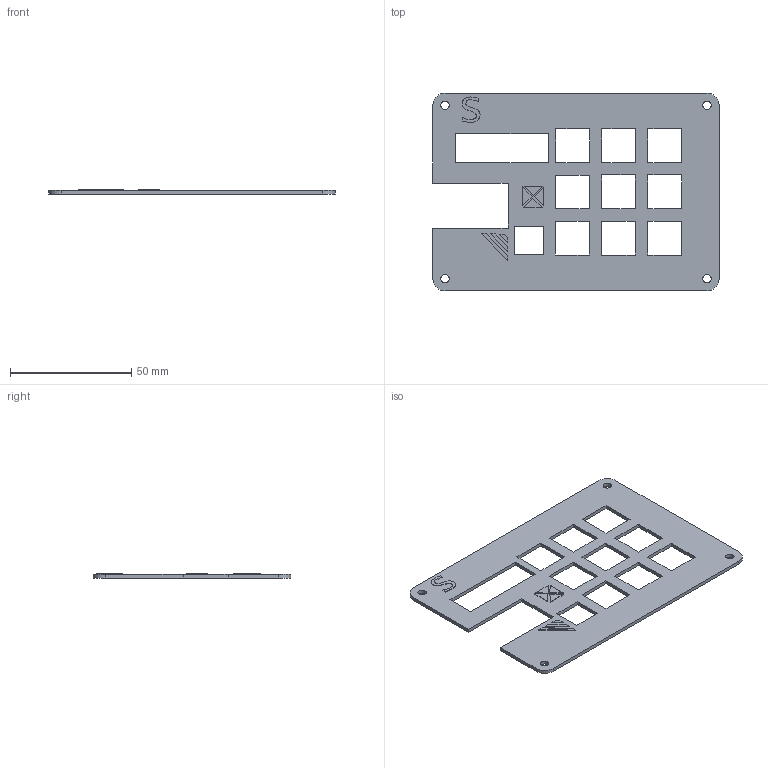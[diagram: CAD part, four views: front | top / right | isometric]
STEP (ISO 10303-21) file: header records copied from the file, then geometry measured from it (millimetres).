
FILE_DESCRIPTION(/* description */ (''),/* implementation_level */ '2;1');
FILE_NAME(/* name */ 'top part.step',/* time_stamp */ '2025-12-28T19:28:17+05:30',/* author */ (''),/* organization */ (''),/* preprocessor_version */ 'ST-DEVELOPER v20.1',/* originating_system */ 'Autodesk Translation Framework v14.21.0.0',/* authorisation */ '');
FILE_SCHEMA (('AUTOMOTIVE_DESIGN { 1 0 10303 214 3 1 1 }'));
Length unit declared in the file: millimetre
Products named in the file (2): 2025-12-26-18-16-29-208; 2025-12-26-18-16-42-986
Assembly tree (1 placements, depth 2):
  2025-12-26-18-16-29-208
    2025-12-26-18-16-42-986
Bounding box: 118.17 x 81.6 x 1.7 mm (x, y, z)
Volume: 9999.5 mm3; surface area: 15057.4 mm2
Topology: 1 solids, 1 shells, 117 faces, 321 edges, 214 vertices
Faces by surface type: plane 91, bspline 18, cylinder 8
Full cylindrical faces by diameter (mm): 3.4 x4
Entity records: 3944 total; most frequent: CARTESIAN_POINT 961, ORIENTED_EDGE 642, DIRECTION 505, EDGE_CURVE 321, LINE 269, VECTOR 269, VERTEX_POINT 214, EDGE_LOOP 155
